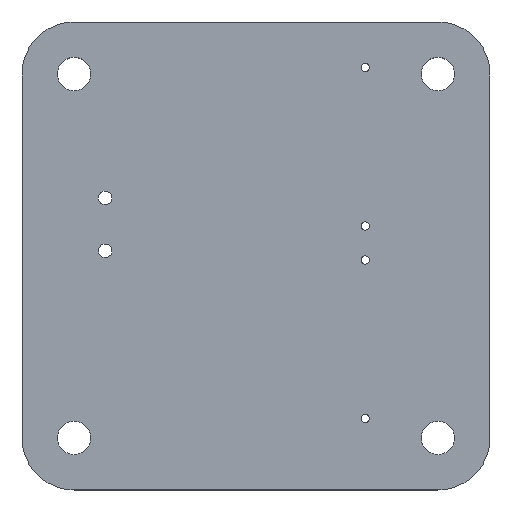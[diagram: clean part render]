
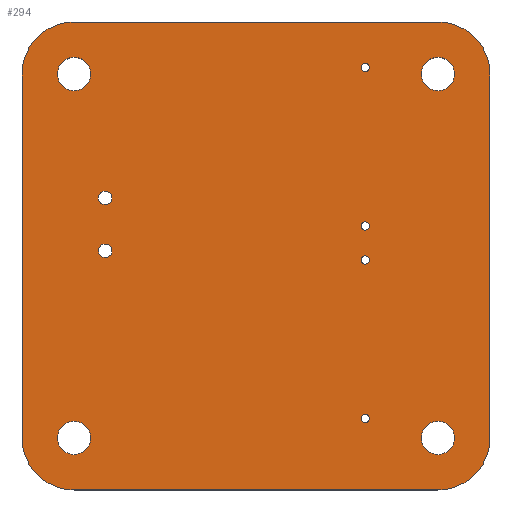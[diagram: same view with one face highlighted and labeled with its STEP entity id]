
A CAD part, top view. The second image highlights one B-rep face of the part: STEP entity #294.
In plain terms, the highlighted planar face has unit normal (0, 0, 1).
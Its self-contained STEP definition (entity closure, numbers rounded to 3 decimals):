
#35 = VERTEX_POINT('',#36);
#36 = CARTESIAN_POINT('',(144.,-61.,1.6));
#42 = EDGE_CURVE('',#35,#43,#45,.T.);
#43 = VERTEX_POINT('',#44);
#44 = CARTESIAN_POINT('',(149.,-66.,1.6));
#45 = CIRCLE('',#46,5.);
#46 = AXIS2_PLACEMENT_3D('',#47,#48,#49);
#47 = CARTESIAN_POINT('',(144.,-66.,1.6));
#48 = DIRECTION('',(0.,0.,-1.));
#49 = DIRECTION('',(0.,1.,0.));
#77 = VERTEX_POINT('',#78);
#78 = CARTESIAN_POINT('',(109.,-61.,1.6));
#84 = EDGE_CURVE('',#77,#35,#85,.T.);
#85 = LINE('',#86,#87);
#86 = CARTESIAN_POINT('',(109.,-61.,1.6));
#87 = VECTOR('',#88,1.);
#88 = DIRECTION('',(1.,0.,0.));
#106 = EDGE_CURVE('',#43,#107,#109,.T.);
#107 = VERTEX_POINT('',#108);
#108 = CARTESIAN_POINT('',(149.,-101.,1.6));
#109 = LINE('',#110,#111);
#110 = CARTESIAN_POINT('',(149.,-66.,1.6));
#111 = VECTOR('',#112,1.);
#112 = DIRECTION('',(0.,-1.,0.));
#294 = ADVANCED_FACE('',(#295,#341,#352,#363,#374,#385,#396,#407,#418,
    #429,#440),#451,.T.);
#295 = FACE_BOUND('',#296,.T.);
#296 = EDGE_LOOP('',(#297,#298,#299,#308,#316,#325,#333,#340));
#297 = ORIENTED_EDGE('',*,*,#42,.F.);
#298 = ORIENTED_EDGE('',*,*,#84,.F.);
#299 = ORIENTED_EDGE('',*,*,#300,.F.);
#300 = EDGE_CURVE('',#301,#77,#303,.T.);
#301 = VERTEX_POINT('',#302);
#302 = CARTESIAN_POINT('',(104.,-66.,1.6));
#303 = CIRCLE('',#304,5.);
#304 = AXIS2_PLACEMENT_3D('',#305,#306,#307);
#305 = CARTESIAN_POINT('',(109.,-66.,1.6));
#306 = DIRECTION('',(0.,0.,-1.));
#307 = DIRECTION('',(-1.,0.,0.));
#308 = ORIENTED_EDGE('',*,*,#309,.F.);
#309 = EDGE_CURVE('',#310,#301,#312,.T.);
#310 = VERTEX_POINT('',#311);
#311 = CARTESIAN_POINT('',(104.,-101.,1.6));
#312 = LINE('',#313,#314);
#313 = CARTESIAN_POINT('',(104.,-101.,1.6));
#314 = VECTOR('',#315,1.);
#315 = DIRECTION('',(0.,1.,0.));
#316 = ORIENTED_EDGE('',*,*,#317,.F.);
#317 = EDGE_CURVE('',#318,#310,#320,.T.);
#318 = VERTEX_POINT('',#319);
#319 = CARTESIAN_POINT('',(109.,-106.,1.6));
#320 = CIRCLE('',#321,5.);
#321 = AXIS2_PLACEMENT_3D('',#322,#323,#324);
#322 = CARTESIAN_POINT('',(109.,-101.,1.6));
#323 = DIRECTION('',(0.,0.,-1.));
#324 = DIRECTION('',(0.,-1.,-0.));
#325 = ORIENTED_EDGE('',*,*,#326,.F.);
#326 = EDGE_CURVE('',#327,#318,#329,.T.);
#327 = VERTEX_POINT('',#328);
#328 = CARTESIAN_POINT('',(144.,-106.,1.6));
#329 = LINE('',#330,#331);
#330 = CARTESIAN_POINT('',(144.,-106.,1.6));
#331 = VECTOR('',#332,1.);
#332 = DIRECTION('',(-1.,0.,0.));
#333 = ORIENTED_EDGE('',*,*,#334,.F.);
#334 = EDGE_CURVE('',#107,#327,#335,.T.);
#335 = CIRCLE('',#336,5.);
#336 = AXIS2_PLACEMENT_3D('',#337,#338,#339);
#337 = CARTESIAN_POINT('',(144.,-101.,1.6));
#338 = DIRECTION('',(0.,0.,-1.));
#339 = DIRECTION('',(1.,0.,0.));
#340 = ORIENTED_EDGE('',*,*,#106,.F.);
#341 = FACE_BOUND('',#342,.T.);
#342 = EDGE_LOOP('',(#343));
#343 = ORIENTED_EDGE('',*,*,#344,.T.);
#344 = EDGE_CURVE('',#345,#345,#347,.T.);
#345 = VERTEX_POINT('',#346);
#346 = CARTESIAN_POINT('',(109.,-102.6,1.6));
#347 = CIRCLE('',#348,1.6);
#348 = AXIS2_PLACEMENT_3D('',#349,#350,#351);
#349 = CARTESIAN_POINT('',(109.,-101.,1.6));
#350 = DIRECTION('',(-0.,0.,-1.));
#351 = DIRECTION('',(-0.,-1.,0.));
#352 = FACE_BOUND('',#353,.T.);
#353 = EDGE_LOOP('',(#354));
#354 = ORIENTED_EDGE('',*,*,#355,.T.);
#355 = EDGE_CURVE('',#356,#356,#358,.T.);
#356 = VERTEX_POINT('',#357);
#357 = CARTESIAN_POINT('',(137.,-99.52,1.6));
#358 = CIRCLE('',#359,0.4);
#359 = AXIS2_PLACEMENT_3D('',#360,#361,#362);
#360 = CARTESIAN_POINT('',(137.,-99.12,1.6));
#361 = DIRECTION('',(-0.,0.,-1.));
#362 = DIRECTION('',(-0.,-1.,0.));
#363 = FACE_BOUND('',#364,.T.);
#364 = EDGE_LOOP('',(#365));
#365 = ORIENTED_EDGE('',*,*,#366,.T.);
#366 = EDGE_CURVE('',#367,#367,#369,.T.);
#367 = VERTEX_POINT('',#368);
#368 = CARTESIAN_POINT('',(144.,-102.6,1.6));
#369 = CIRCLE('',#370,1.6);
#370 = AXIS2_PLACEMENT_3D('',#371,#372,#373);
#371 = CARTESIAN_POINT('',(144.,-101.,1.6));
#372 = DIRECTION('',(-0.,0.,-1.));
#373 = DIRECTION('',(-0.,-1.,0.));
#374 = FACE_BOUND('',#375,.T.);
#375 = EDGE_LOOP('',(#376));
#376 = ORIENTED_EDGE('',*,*,#377,.T.);
#377 = EDGE_CURVE('',#378,#378,#380,.T.);
#378 = VERTEX_POINT('',#379);
#379 = CARTESIAN_POINT('',(137.,-84.28,1.6));
#380 = CIRCLE('',#381,0.4);
#381 = AXIS2_PLACEMENT_3D('',#382,#383,#384);
#382 = CARTESIAN_POINT('',(137.,-83.88,1.6));
#383 = DIRECTION('',(-0.,0.,-1.));
#384 = DIRECTION('',(-0.,-1.,0.));
#385 = FACE_BOUND('',#386,.T.);
#386 = EDGE_LOOP('',(#387));
#387 = ORIENTED_EDGE('',*,*,#388,.T.);
#388 = EDGE_CURVE('',#389,#389,#391,.T.);
#389 = VERTEX_POINT('',#390);
#390 = CARTESIAN_POINT('',(112.,-83.65,1.6));
#391 = CIRCLE('',#392,0.65);
#392 = AXIS2_PLACEMENT_3D('',#393,#394,#395);
#393 = CARTESIAN_POINT('',(112.,-83.,1.6));
#394 = DIRECTION('',(-0.,0.,-1.));
#395 = DIRECTION('',(-0.,-1.,0.));
#396 = FACE_BOUND('',#397,.T.);
#397 = EDGE_LOOP('',(#398));
#398 = ORIENTED_EDGE('',*,*,#399,.T.);
#399 = EDGE_CURVE('',#400,#400,#402,.T.);
#400 = VERTEX_POINT('',#401);
#401 = CARTESIAN_POINT('',(112.,-78.57,1.6));
#402 = CIRCLE('',#403,0.65);
#403 = AXIS2_PLACEMENT_3D('',#404,#405,#406);
#404 = CARTESIAN_POINT('',(112.,-77.92,1.6));
#405 = DIRECTION('',(-0.,0.,-1.));
#406 = DIRECTION('',(-0.,-1.,0.));
#407 = FACE_BOUND('',#408,.T.);
#408 = EDGE_LOOP('',(#409));
#409 = ORIENTED_EDGE('',*,*,#410,.T.);
#410 = EDGE_CURVE('',#411,#411,#413,.T.);
#411 = VERTEX_POINT('',#412);
#412 = CARTESIAN_POINT('',(109.,-67.6,1.6));
#413 = CIRCLE('',#414,1.6);
#414 = AXIS2_PLACEMENT_3D('',#415,#416,#417);
#415 = CARTESIAN_POINT('',(109.,-66.,1.6));
#416 = DIRECTION('',(-0.,0.,-1.));
#417 = DIRECTION('',(-0.,-1.,0.));
#418 = FACE_BOUND('',#419,.T.);
#419 = EDGE_LOOP('',(#420));
#420 = ORIENTED_EDGE('',*,*,#421,.T.);
#421 = EDGE_CURVE('',#422,#422,#424,.T.);
#422 = VERTEX_POINT('',#423);
#423 = CARTESIAN_POINT('',(137.,-81.02,1.6));
#424 = CIRCLE('',#425,0.4);
#425 = AXIS2_PLACEMENT_3D('',#426,#427,#428);
#426 = CARTESIAN_POINT('',(137.,-80.62,1.6));
#427 = DIRECTION('',(-0.,0.,-1.));
#428 = DIRECTION('',(-0.,-1.,0.));
#429 = FACE_BOUND('',#430,.T.);
#430 = EDGE_LOOP('',(#431));
#431 = ORIENTED_EDGE('',*,*,#432,.T.);
#432 = EDGE_CURVE('',#433,#433,#435,.T.);
#433 = VERTEX_POINT('',#434);
#434 = CARTESIAN_POINT('',(137.,-65.78,1.6));
#435 = CIRCLE('',#436,0.4);
#436 = AXIS2_PLACEMENT_3D('',#437,#438,#439);
#437 = CARTESIAN_POINT('',(137.,-65.38,1.6));
#438 = DIRECTION('',(-0.,0.,-1.));
#439 = DIRECTION('',(-0.,-1.,0.));
#440 = FACE_BOUND('',#441,.T.);
#441 = EDGE_LOOP('',(#442));
#442 = ORIENTED_EDGE('',*,*,#443,.T.);
#443 = EDGE_CURVE('',#444,#444,#446,.T.);
#444 = VERTEX_POINT('',#445);
#445 = CARTESIAN_POINT('',(144.,-67.6,1.6));
#446 = CIRCLE('',#447,1.6);
#447 = AXIS2_PLACEMENT_3D('',#448,#449,#450);
#448 = CARTESIAN_POINT('',(144.,-66.,1.6));
#449 = DIRECTION('',(-0.,0.,-1.));
#450 = DIRECTION('',(-0.,-1.,0.));
#451 = PLANE('',#452);
#452 = AXIS2_PLACEMENT_3D('',#453,#454,#455);
#453 = CARTESIAN_POINT('',(0.,0.,1.6));
#454 = DIRECTION('',(0.,0.,1.));
#455 = DIRECTION('',(1.,0.,-0.));
